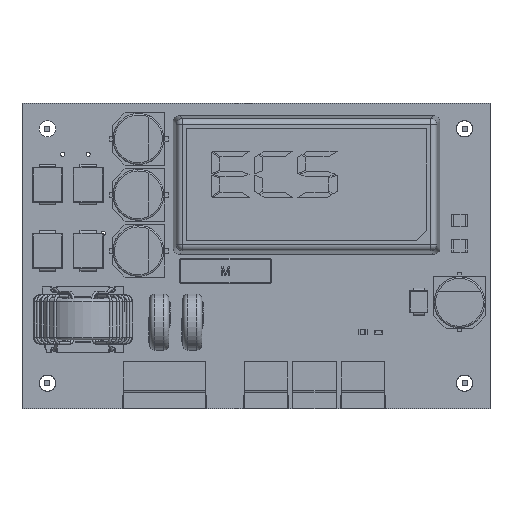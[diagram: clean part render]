
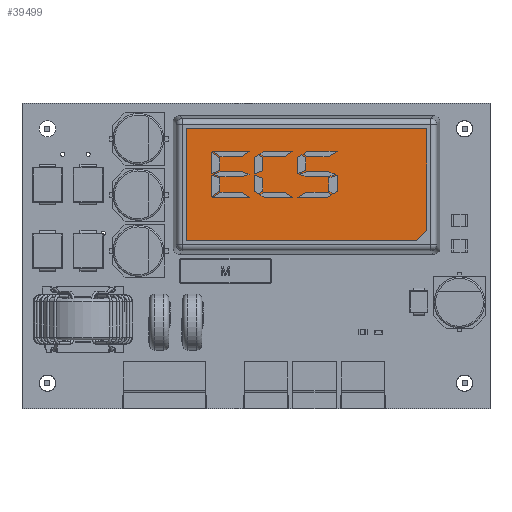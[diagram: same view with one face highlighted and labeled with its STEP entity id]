
A CAD part, top view. The second image highlights one B-rep face of the part: STEP entity #39499.
In plain terms, the highlighted planar face has unit normal (0, 0, 1).
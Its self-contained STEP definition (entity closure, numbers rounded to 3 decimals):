
#3087=PLANE('',#42232);
#4519=FACE_OUTER_BOUND('',#6767,.T.);
#6767=EDGE_LOOP('',(#30289,#30290,#30291,#30292,#30293));
#11037=LINE('',#60478,#15063);
#11038=LINE('',#60480,#15064);
#11039=LINE('',#60482,#15065);
#11040=LINE('',#60484,#15066);
#11041=LINE('',#60485,#15067);
#15063=VECTOR('',#47792,1.);
#15064=VECTOR('',#47793,1.);
#15065=VECTOR('',#47794,1.);
#15066=VECTOR('',#47795,1.);
#15067=VECTOR('',#47796,1.);
#18819=VERTEX_POINT('',#60476);
#18820=VERTEX_POINT('',#60477);
#18821=VERTEX_POINT('',#60479);
#18822=VERTEX_POINT('',#60481);
#18823=VERTEX_POINT('',#60483);
#23008=EDGE_CURVE('',#18819,#18820,#11037,.T.);
#23009=EDGE_CURVE('',#18820,#18821,#11038,.T.);
#23010=EDGE_CURVE('',#18822,#18821,#11039,.T.);
#23011=EDGE_CURVE('',#18822,#18823,#11040,.T.);
#23012=EDGE_CURVE('',#18823,#18819,#11041,.T.);
#30289=ORIENTED_EDGE('',*,*,#23008,.T.);
#30290=ORIENTED_EDGE('',*,*,#23009,.T.);
#30291=ORIENTED_EDGE('',*,*,#23010,.F.);
#30292=ORIENTED_EDGE('',*,*,#23011,.T.);
#30293=ORIENTED_EDGE('',*,*,#23012,.T.);
#39499=ADVANCED_FACE('',(#4519),#3087,.T.);
#42232=AXIS2_PLACEMENT_3D('',#60475,#47790,#47791);
#47790=DIRECTION('center_axis',(0.,0.,1.));
#47791=DIRECTION('ref_axis',(1.,0.,0.));
#47792=DIRECTION('',(0.,-1.,0.));
#47793=DIRECTION('',(1.,0.,0.));
#47794=DIRECTION('',(-0.707,-0.707,0.));
#47795=DIRECTION('',(0.,1.,0.));
#47796=DIRECTION('',(-1.,0.,0.));
#60475=CARTESIAN_POINT('Origin',(32.005,58.682,23.9));
#60476=CARTESIAN_POINT('',(3.876,71.779,23.9));
#60477=CARTESIAN_POINT('',(3.876,49.758,23.9));
#60478=CARTESIAN_POINT('',(3.876,0.,23.9));
#60479=CARTESIAN_POINT('',(49.097,49.758,23.9));
#60480=CARTESIAN_POINT('',(3.876,49.758,23.9));
#60481=CARTESIAN_POINT('',(51.097,51.758,23.9));
#60482=CARTESIAN_POINT('',(-0.661,0.,23.9));
#60483=CARTESIAN_POINT('',(51.097,71.779,23.9));
#60484=CARTESIAN_POINT('',(51.097,49.758,23.9));
#60485=CARTESIAN_POINT('',(0.,71.779,23.9));
